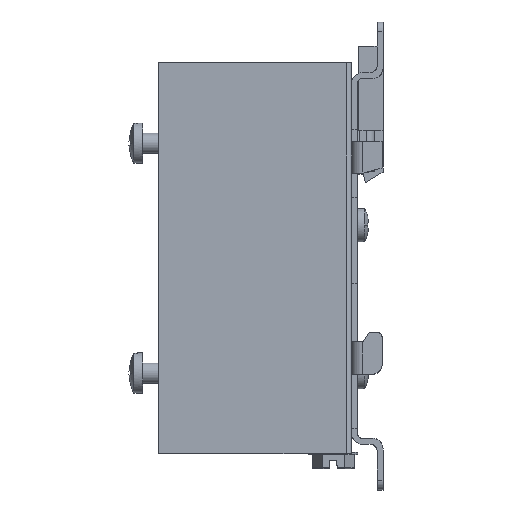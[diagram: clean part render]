
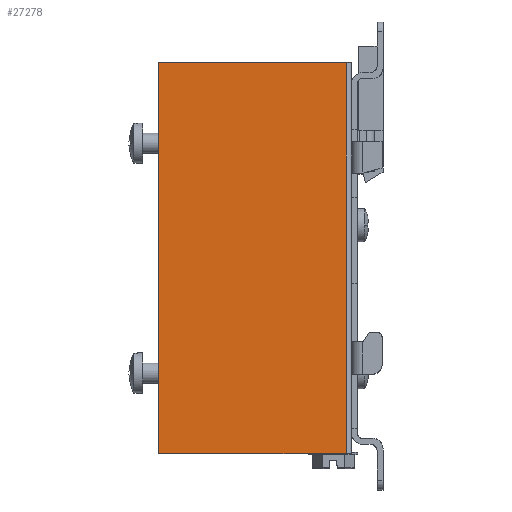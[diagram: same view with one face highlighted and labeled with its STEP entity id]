
A CAD part, left-side view. The second image highlights one B-rep face of the part: STEP entity #27278.
In plain terms, the highlighted planar face has unit normal (-1, 0, 0).
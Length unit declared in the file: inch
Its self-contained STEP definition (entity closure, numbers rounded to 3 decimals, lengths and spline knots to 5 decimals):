
#9786 = CARTESIAN_POINT ( 'NONE',  ( -3.13808, -0.4166, 2.07065 ) ) ;
#9791 = CARTESIAN_POINT ( 'NONE',  ( -3.13808, 1.1134, 2.07065 ) ) ;
#9796 = CARTESIAN_POINT ( 'NONE',  ( -3.13808, 1.1134, -1.11835 ) ) ;
#9801 = CARTESIAN_POINT ( 'NONE',  ( -3.13808, -0.4166, -1.11835 ) ) ;
#27278 = ADVANCED_FACE ( 'NONE', ( #39915 ), #41475, .T. ) ;
#39322 = AXIS2_PLACEMENT_3D ( 'NONE', #41476, #41477, #41478 ) ;
#39915 = FACE_OUTER_BOUND ( 'NONE', #96955, .T. ) ;
#41475 = PLANE ( 'NONE',  #39322 ) ;
#41476 = CARTESIAN_POINT ( 'NONE',  ( -3.13808, -0.4166, -1.11835 ) ) ;
#41477 = DIRECTION ( 'NONE',  ( -1., 0., 0. ) ) ;
#41478 = DIRECTION ( 'NONE',  ( 0., 0., 1. ) ) ;
#42218 = EDGE_CURVE ( 'NONE', #69475, #69449, #64086, .T. ) ;
#42219 = EDGE_CURVE ( 'NONE', #69465, #69475, #64087, .T. ) ;
#42220 = EDGE_CURVE ( 'NONE', #69449, #69457, #64088, .T. ) ;
#42221 = EDGE_CURVE ( 'NONE', #69457, #69465, #64089, .T. ) ;
#59308 = VECTOR ( 'NONE', #80185, 39.37008 ) ;
#59309 = VECTOR ( 'NONE', #80187, 39.37008 ) ;
#59310 = VECTOR ( 'NONE', #80189, 39.37008 ) ;
#59311 = VECTOR ( 'NONE', #80191, 39.37008 ) ;
#64086 = LINE ( 'NONE', #80184, #59308 ) ;
#64087 = LINE ( 'NONE', #80186, #59309 ) ;
#64088 = LINE ( 'NONE', #80188, #59310 ) ;
#64089 = LINE ( 'NONE', #80190, #59311 ) ;
#69449 = VERTEX_POINT ( 'NONE', #9786 ) ;
#69457 = VERTEX_POINT ( 'NONE', #9791 ) ;
#69465 = VERTEX_POINT ( 'NONE', #9796 ) ;
#69475 = VERTEX_POINT ( 'NONE', #9801 ) ;
#80184 = CARTESIAN_POINT ( 'NONE',  ( -3.13808, -0.4166, 0.47615 ) ) ;
#80185 = DIRECTION ( 'NONE',  ( 0., 0., 1. ) ) ;
#80186 = CARTESIAN_POINT ( 'NONE',  ( -3.13808, 0.3484, -1.11835 ) ) ;
#80187 = DIRECTION ( 'NONE',  ( 0., -1., 0. ) ) ;
#80188 = CARTESIAN_POINT ( 'NONE',  ( -3.13808, 0.3484, 2.07065 ) ) ;
#80189 = DIRECTION ( 'NONE',  ( 0., 1., 0. ) ) ;
#80190 = CARTESIAN_POINT ( 'NONE',  ( -3.13808, 1.1134, 0.47615 ) ) ;
#80191 = DIRECTION ( 'NONE',  ( 0., 0., -1. ) ) ;
#87365 = ORIENTED_EDGE ( 'NONE', *, *, #42220, .T. ) ;
#87367 = ORIENTED_EDGE ( 'NONE', *, *, #42219, .T. ) ;
#87369 = ORIENTED_EDGE ( 'NONE', *, *, #42221, .T. ) ;
#87372 = ORIENTED_EDGE ( 'NONE', *, *, #42218, .T. ) ;
#96955 = EDGE_LOOP ( 'NONE', ( #87365, #87369, #87367, #87372 ) ) ;
